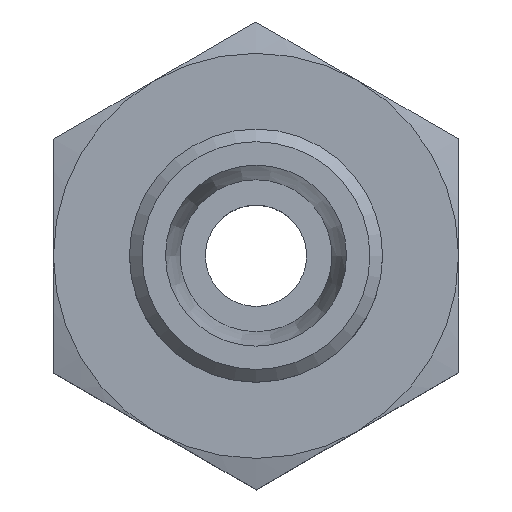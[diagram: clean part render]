
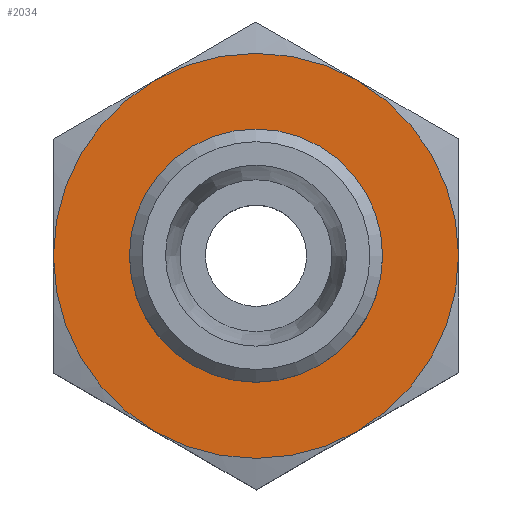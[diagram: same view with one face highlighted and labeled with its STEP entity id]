
A CAD part, top view. The second image highlights one B-rep face of the part: STEP entity #2034.
In plain terms, the highlighted planar face has unit normal (0, 0, 1).
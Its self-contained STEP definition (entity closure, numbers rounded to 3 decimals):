
#1355=CARTESIAN_POINT('',(10.566,6.155,28.0));
#1356=VERTEX_POINT('',#1355);
#1370=CARTESIAN_POINT('',(10.566,6.145,28.0));
#1371=VERTEX_POINT('',#1370);
#1372=CARTESIAN_POINT('',(10.566,6.155,28.0));
#1373=DIRECTION('',(0.001,-1.,0.0));
#1374=VECTOR('',#1373,0.009);
#1375=LINE('',#1372,#1374);
#1376=EDGE_CURVE('',#1356,#1371,#1375,.T.);
#1436=CARTESIAN_POINT('',(2.558,20.006,28.0));
#1437=VERTEX_POINT('',#1436);
#1483=CARTESIAN_POINT('',(-13.442,19.997,28.0));
#1484=VERTEX_POINT('',#1483);
#1800=CARTESIAN_POINT('',(-21.434,6.136,28.0));
#1801=VERTEX_POINT('',#1800);
#1859=CARTESIAN_POINT('',(-5.434,6.145,28.0));
#1860=DIRECTION('',(0.0,0.0,1.0));
#1861=DIRECTION('',(-1.0,0.0,0.0));
#1862=AXIS2_PLACEMENT_3D('',#1859,#1860,#1861);
#1863=CIRCLE('',#1862,16.);
#1864=EDGE_CURVE('',#1356,#1437,#1863,.T.);
#1875=CARTESIAN_POINT('',(2.574,-7.707,28.0));
#1876=VERTEX_POINT('',#1875);
#1891=CARTESIAN_POINT('',(-5.434,6.145,28.0));
#1892=DIRECTION('',(0.0,0.0,1.0));
#1893=DIRECTION('',(-1.0,0.0,0.0));
#1894=AXIS2_PLACEMENT_3D('',#1891,#1892,#1893);
#1895=CIRCLE('',#1894,16.);
#1896=EDGE_CURVE('',#1876,#1371,#1895,.T.);
#1907=CARTESIAN_POINT('',(-5.434,6.145,28.0));
#1908=DIRECTION('',(0.0,0.0,1.0));
#1909=DIRECTION('',(-1.0,0.0,0.0));
#1910=AXIS2_PLACEMENT_3D('',#1907,#1908,#1909);
#1911=CIRCLE('',#1910,16.);
#1912=EDGE_CURVE('',#1437,#1484,#1911,.T.);
#1925=CARTESIAN_POINT('',(-13.426,-7.716,28.0));
#1926=VERTEX_POINT('',#1925);
#1953=CARTESIAN_POINT('',(-5.434,6.145,28.0));
#1954=DIRECTION('',(0.0,0.0,1.0));
#1955=DIRECTION('',(-1.0,0.0,0.0));
#1956=AXIS2_PLACEMENT_3D('',#1953,#1954,#1955);
#1957=CIRCLE('',#1956,16.);
#1958=EDGE_CURVE('',#1926,#1876,#1957,.T.);
#1969=CARTESIAN_POINT('',(-5.434,6.145,28.0));
#1970=DIRECTION('',(0.0,0.0,1.0));
#1971=DIRECTION('',(-1.0,0.0,0.0));
#1972=AXIS2_PLACEMENT_3D('',#1969,#1970,#1971);
#1973=CIRCLE('',#1972,16.);
#1974=EDGE_CURVE('',#1484,#1801,#1973,.T.);
#1999=CARTESIAN_POINT('',(-5.434,6.145,28.0));
#2000=DIRECTION('',(0.0,0.0,1.0));
#2001=DIRECTION('',(-1.0,0.0,0.0));
#2002=AXIS2_PLACEMENT_3D('',#1999,#2000,#2001);
#2003=CIRCLE('',#2002,16.);
#2004=EDGE_CURVE('',#1801,#1926,#2003,.T.);
#2009=CARTESIAN_POINT('',(-5.434,6.145,28.0));
#2010=DIRECTION('',(0.0,0.0,1.0));
#2011=DIRECTION('',(1.0,0.0,0.0));
#2012=AXIS2_PLACEMENT_3D('',#2009,#2010,#2011);
#2013=PLANE('',#2012);
#2014=ORIENTED_EDGE('',*,*,#1864,.T.);
#2015=ORIENTED_EDGE('',*,*,#1912,.T.);
#2016=ORIENTED_EDGE('',*,*,#1974,.T.);
#2017=ORIENTED_EDGE('',*,*,#2004,.T.);
#2018=ORIENTED_EDGE('',*,*,#1958,.T.);
#2019=ORIENTED_EDGE('',*,*,#1896,.T.);
#2020=ORIENTED_EDGE('',*,*,#1376,.F.);
#2021=EDGE_LOOP('',(#2014,#2015,#2016,#2017,#2018,#2019,#2020));
#2022=FACE_OUTER_BOUND('',#2021,.T.);
#2023=CARTESIAN_POINT('',(4.416,6.145,28.0));
#2024=VERTEX_POINT('',#2023);
#2025=CARTESIAN_POINT('',(-5.434,6.145,28.0));
#2026=DIRECTION('',(0.0,0.0,1.0));
#2027=DIRECTION('',(-1.0,0.0,0.0));
#2028=AXIS2_PLACEMENT_3D('',#2025,#2026,#2027);
#2029=CIRCLE('',#2028,9.85);
#2030=EDGE_CURVE('',#2024,#2024,#2029,.T.);
#2031=ORIENTED_EDGE('',*,*,#2030,.F.);
#2032=EDGE_LOOP('',(#2031));
#2033=FACE_BOUND('',#2032,.T.);
#2034=ADVANCED_FACE('',(#2022,#2033),#2013,.T.);
